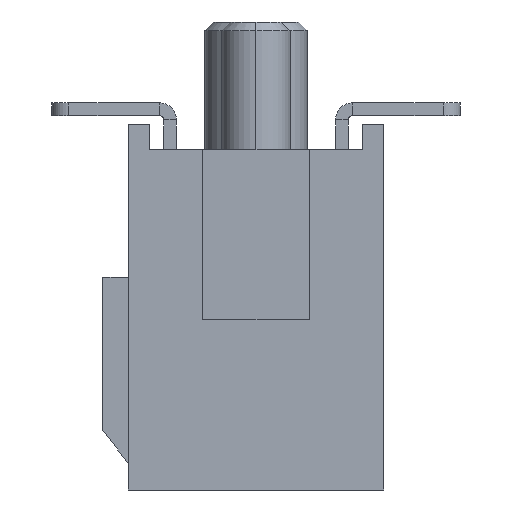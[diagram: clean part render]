
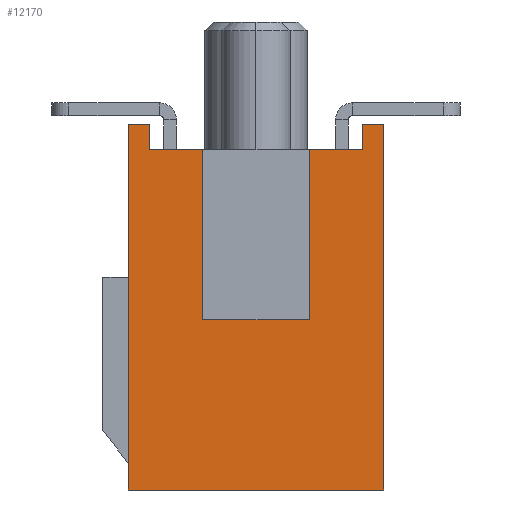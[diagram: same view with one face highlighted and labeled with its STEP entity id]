
A CAD part, left-side view. The second image highlights one B-rep face of the part: STEP entity #12170.
In plain terms, the highlighted planar face has unit normal (-1, 0, 0).
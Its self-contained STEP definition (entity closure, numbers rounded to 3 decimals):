
#633 = EDGE_CURVE ( 'NONE', #12498, #18174, #26121, .T. ) ;
#1224 = AXIS2_PLACEMENT_3D ( 'NONE', #37745, #13022, #25386 ) ;
#2056 = CARTESIAN_POINT ( 'NONE',  ( 18.825, -1.25, 4. ) ) ;
#2285 = EDGE_CURVE ( 'NONE', #10926, #21697, #16416, .T. ) ;
#3325 = CARTESIAN_POINT ( 'NONE',  ( 18.825, -1.5, 4.3 ) ) ;
#3530 = VECTOR ( 'NONE', #26355, 1000. ) ;
#5004 = VECTOR ( 'NONE', #37380, 1000. ) ;
#5165 = LINE ( 'NONE', #23914, #21720 ) ;
#5513 = CARTESIAN_POINT ( 'NONE',  ( 18.825, 12.477, 0. ) ) ;
#5948 = ORIENTED_EDGE ( 'NONE', *, *, #13527, .F. ) ;
#6118 = LINE ( 'NONE', #15600, #18818 ) ;
#6449 = DIRECTION ( 'NONE',  ( 0., 0., -1. ) ) ;
#6741 = DIRECTION ( 'NONE',  ( 0., 1., 0. ) ) ;
#7587 = CARTESIAN_POINT ( 'NONE',  ( 18.825, -0.625, 2. ) ) ;
#8084 = ORIENTED_EDGE ( 'NONE', *, *, #25133, .F. ) ;
#8475 = VECTOR ( 'NONE', #31306, 1000. ) ;
#8859 = ORIENTED_EDGE ( 'NONE', *, *, #34808, .T. ) ;
#8991 = LINE ( 'NONE', #31010, #10022 ) ;
#10022 = VECTOR ( 'NONE', #21361, 1000. ) ;
#10096 = EDGE_CURVE ( 'NONE', #13616, #38035, #6118, .T. ) ;
#10124 = FACE_OUTER_BOUND ( 'NONE', #16823, .T. ) ;
#10375 = EDGE_CURVE ( 'NONE', #38035, #12498, #27296, .T. ) ;
#10926 = VERTEX_POINT ( 'NONE', #7587 ) ;
#11647 = CARTESIAN_POINT ( 'NONE',  ( 18.825, 0., 4.3 ) ) ;
#11814 = DIRECTION ( 'NONE',  ( 0., 0., 1. ) ) ;
#12170 = ADVANCED_FACE ( 'NONE', ( #10124 ), #22690, .F. ) ;
#12447 = CARTESIAN_POINT ( 'NONE',  ( 18.825, 0.625, 2. ) ) ;
#12498 = VERTEX_POINT ( 'NONE', #31863 ) ;
#13022 = DIRECTION ( 'NONE',  ( 1., 0., 0. ) ) ;
#13105 = VERTEX_POINT ( 'NONE', #20888 ) ;
#13212 = VECTOR ( 'NONE', #6449, 1000. ) ;
#13527 = EDGE_CURVE ( 'NONE', #28163, #38376, #5165, .T. ) ;
#13570 = DIRECTION ( 'NONE',  ( 0., 0., -1. ) ) ;
#13616 = VERTEX_POINT ( 'NONE', #38105 ) ;
#13817 = VECTOR ( 'NONE', #6741, 1000. ) ;
#14194 = CARTESIAN_POINT ( 'NONE',  ( 18.825, -1.5, 0. ) ) ;
#14866 = DIRECTION ( 'NONE',  ( 0., -1., 0. ) ) ;
#15600 = CARTESIAN_POINT ( 'NONE',  ( 18.825, 1.5, 4.3 ) ) ;
#16409 = CARTESIAN_POINT ( 'NONE',  ( 18.825, 1.25, 4. ) ) ;
#16416 = LINE ( 'NONE', #26089, #13817 ) ;
#16823 = EDGE_LOOP ( 'NONE', ( #8084, #30098, #8859, #17683, #22422, #38772, #20119, #27123, #29034, #39702, #5948, #32498 ) ) ;
#17065 = VERTEX_POINT ( 'NONE', #27443 ) ;
#17068 = CARTESIAN_POINT ( 'NONE',  ( 18.825, 1.25, 4.3 ) ) ;
#17683 = ORIENTED_EDGE ( 'NONE', *, *, #36197, .F. ) ;
#18174 = VERTEX_POINT ( 'NONE', #16409 ) ;
#18741 = CARTESIAN_POINT ( 'NONE',  ( 18.825, 1.5, 4.3 ) ) ;
#18818 = VECTOR ( 'NONE', #28157, 1000. ) ;
#18865 = VECTOR ( 'NONE', #13570, 1000. ) ;
#19029 = VERTEX_POINT ( 'NONE', #14194 ) ;
#19071 = EDGE_CURVE ( 'NONE', #13616, #19029, #21176, .T. ) ;
#20119 = ORIENTED_EDGE ( 'NONE', *, *, #10096, .F. ) ;
#20852 = LINE ( 'NONE', #2056, #34467 ) ;
#20888 = CARTESIAN_POINT ( 'NONE',  ( 18.825, -0.625, 4. ) ) ;
#21084 = LINE ( 'NONE', #33635, #39796 ) ;
#21176 = LINE ( 'NONE', #5513, #23186 ) ;
#21361 = DIRECTION ( 'NONE',  ( 0., 0., 1. ) ) ;
#21697 = VERTEX_POINT ( 'NONE', #12447 ) ;
#21720 = VECTOR ( 'NONE', #36488, 1000. ) ;
#22422 = ORIENTED_EDGE ( 'NONE', *, *, #633, .F. ) ;
#22690 = PLANE ( 'NONE',  #1224 ) ;
#23186 = VECTOR ( 'NONE', #33125, 1000. ) ;
#23268 = CARTESIAN_POINT ( 'NONE',  ( 18.825, -1.25, 4. ) ) ;
#23914 = CARTESIAN_POINT ( 'NONE',  ( 18.825, -1.25, 4.3 ) ) ;
#25133 = EDGE_CURVE ( 'NONE', #10926, #13105, #21084, .T. ) ;
#25386 = DIRECTION ( 'NONE',  ( 0., 1., 0. ) ) ;
#25491 = VERTEX_POINT ( 'NONE', #39973 ) ;
#26089 = CARTESIAN_POINT ( 'NONE',  ( 18.825, 0.625, 2. ) ) ;
#26121 = LINE ( 'NONE', #17068, #18865 ) ;
#26355 = DIRECTION ( 'NONE',  ( 0., -1., 0. ) ) ;
#27123 = ORIENTED_EDGE ( 'NONE', *, *, #19071, .T. ) ;
#27296 = LINE ( 'NONE', #11647, #5004 ) ;
#27443 = CARTESIAN_POINT ( 'NONE',  ( 18.825, -1.5, 4.3 ) ) ;
#28157 = DIRECTION ( 'NONE',  ( 0., 0., 1. ) ) ;
#28163 = VERTEX_POINT ( 'NONE', #28164 ) ;
#28164 = CARTESIAN_POINT ( 'NONE',  ( 18.825, -1.25, 4. ) ) ;
#28892 = EDGE_CURVE ( 'NONE', #38376, #17065, #34615, .T. ) ;
#29031 = LINE ( 'NONE', #23268, #3530 ) ;
#29034 = ORIENTED_EDGE ( 'NONE', *, *, #32466, .F. ) ;
#30098 = ORIENTED_EDGE ( 'NONE', *, *, #2285, .T. ) ;
#31010 = CARTESIAN_POINT ( 'NONE',  ( 18.825, 0.625, 2. ) ) ;
#31306 = DIRECTION ( 'NONE',  ( 0., -1., 0. ) ) ;
#31863 = CARTESIAN_POINT ( 'NONE',  ( 18.825, 1.25, 4.3 ) ) ;
#32466 = EDGE_CURVE ( 'NONE', #17065, #19029, #36934, .T. ) ;
#32498 = ORIENTED_EDGE ( 'NONE', *, *, #37716, .F. ) ;
#33125 = DIRECTION ( 'NONE',  ( 0., -1., 0. ) ) ;
#33635 = CARTESIAN_POINT ( 'NONE',  ( 18.825, -0.625, 2. ) ) ;
#34467 = VECTOR ( 'NONE', #14866, 1000. ) ;
#34615 = LINE ( 'NONE', #38497, #8475 ) ;
#34808 = EDGE_CURVE ( 'NONE', #21697, #25491, #8991, .T. ) ;
#36197 = EDGE_CURVE ( 'NONE', #18174, #25491, #20852, .T. ) ;
#36488 = DIRECTION ( 'NONE',  ( 0., 0., 1. ) ) ;
#36934 = LINE ( 'NONE', #3325, #13212 ) ;
#37380 = DIRECTION ( 'NONE',  ( 0., -1., 0. ) ) ;
#37716 = EDGE_CURVE ( 'NONE', #13105, #28163, #29031, .T. ) ;
#37745 = CARTESIAN_POINT ( 'NONE',  ( 18.825, 12.477, 42. ) ) ;
#38035 = VERTEX_POINT ( 'NONE', #18741 ) ;
#38105 = CARTESIAN_POINT ( 'NONE',  ( 18.825, 1.5, 0. ) ) ;
#38376 = VERTEX_POINT ( 'NONE', #40296 ) ;
#38497 = CARTESIAN_POINT ( 'NONE',  ( 18.825, 0., 4.3 ) ) ;
#38772 = ORIENTED_EDGE ( 'NONE', *, *, #10375, .F. ) ;
#39702 = ORIENTED_EDGE ( 'NONE', *, *, #28892, .F. ) ;
#39796 = VECTOR ( 'NONE', #11814, 1000. ) ;
#39973 = CARTESIAN_POINT ( 'NONE',  ( 18.825, 0.625, 4. ) ) ;
#40296 = CARTESIAN_POINT ( 'NONE',  ( 18.825, -1.25, 4.3 ) ) ;
